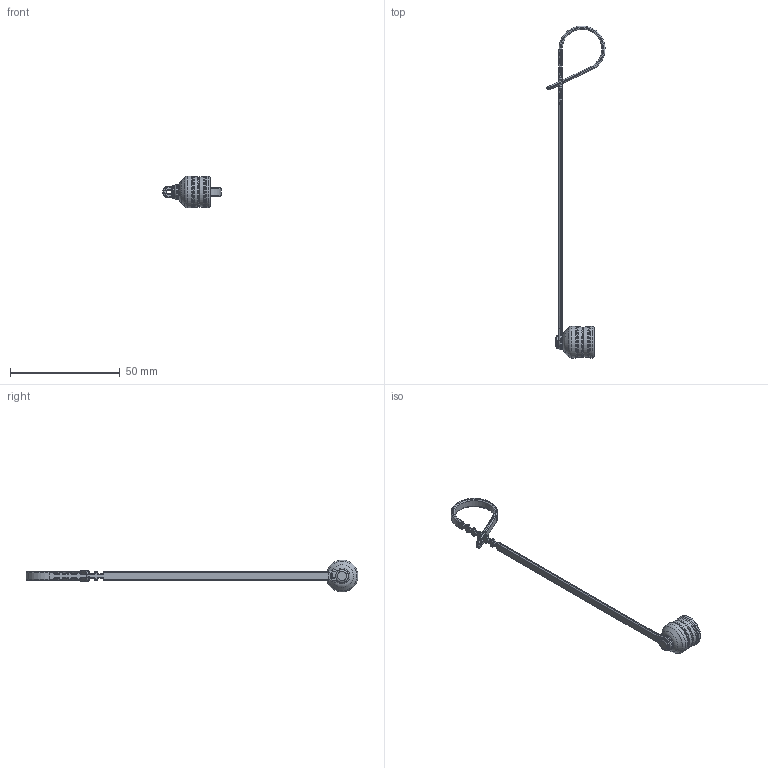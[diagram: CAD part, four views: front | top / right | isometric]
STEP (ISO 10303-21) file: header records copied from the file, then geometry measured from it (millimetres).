
FILE_DESCRIPTION(/* description */ (''),/* implementation_level */ '2;1');
FILE_NAME(/* name */ '08 2965 000 000 001_00.stp',/* time_stamp */ '2017-07-03T14:33:02+02:00',/* author */ (''),/* organization */ (''),/* preprocessor_version */ 'ST-DEVELOPER v16',/* originating_system */ 'SIEMENS PLM Software NX 11.0',/* authorisation */ '');
FILE_SCHEMA (('AUTOMOTIVE_DESIGN { 1 0 10303 214 3 1 1 1 }'));
Length unit declared in the file: millimetre
Products named in the file (1): smag1BC09891iiwq
Bounding box: 26.45 x 151.22 x 14.49 mm (x, y, z)
Volume: 2113.4 mm3; surface area: 3504.1 mm2
Topology: 1 solids, 1 shells, 509 faces, 1223 edges, 630 vertices
Faces by surface type: cylinder 210, plane 124, bspline 104, torus 55, sphere 10, cone 6
Full cylindrical faces by diameter (mm): 6 x2, 7.4 x2, 9.1 x1, 12.3 x2, 14.5 x2
Entity records: 14592 total; most frequent: CARTESIAN_POINT 3906, DIRECTION 2300, ORIENTED_EDGE 2140, EDGE_CURVE 1070, AXIS2_PLACEMENT_3D 893, VERTEX_POINT 615, EDGE_LOOP 566, LINE 514
